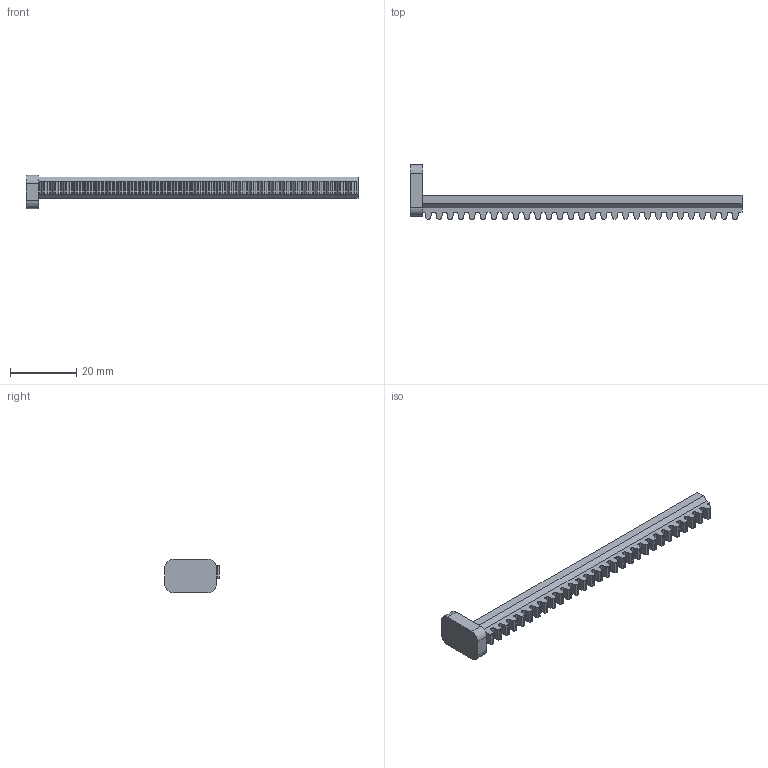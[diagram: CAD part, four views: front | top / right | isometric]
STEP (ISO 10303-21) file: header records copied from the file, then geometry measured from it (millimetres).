
FILE_DESCRIPTION (( 'STEP AP214' ), '1' );
FILE_NAME ('Rack, Servo to Linear_100mm_MINI.STEP', '2018-10-28T18:56:06', ( 'Ali' ), ( 'Microsoft' ), 'SwSTEP 2.0', 'SolidWorks 2010', '' );
FILE_SCHEMA (( 'AUTOMOTIVE_DESIGN' ));
Length unit declared in the file: inch
Products named in the file (1): Rack, Servo to Linear_100mm_MINI
Bounding box: 100 x 16.34 x 10.16 mm (x, y, z)
Volume: 3608 mm3; surface area: 3068.2 mm2
Topology: 1 solids, 1 shells, 251 faces, 744 edges, 496 vertices
Faces by surface type: plane 131, cylinder 120
Entity records: 8498 total; most frequent: CARTESIAN_POINT 1492, ORIENTED_EDGE 1488, DIRECTION 1488, EDGE_CURVE 744, VECTOR 504, LINE 504, VERTEX_POINT 496, AXIS2_PLACEMENT_3D 492
